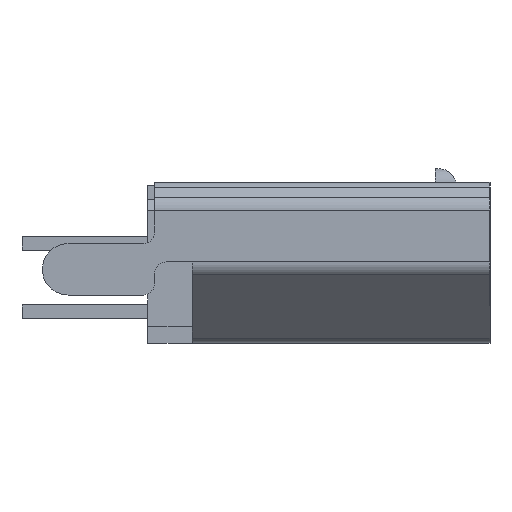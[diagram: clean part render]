
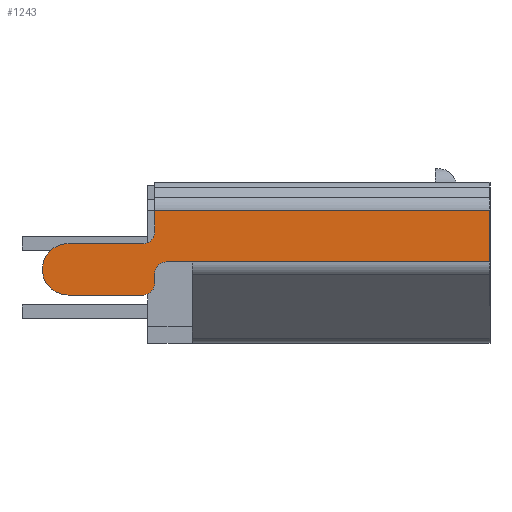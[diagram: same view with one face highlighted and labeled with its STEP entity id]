
A CAD part, left-side view. The second image highlights one B-rep face of the part: STEP entity #1243.
In plain terms, the highlighted planar face has unit normal (-1, 0, 0).
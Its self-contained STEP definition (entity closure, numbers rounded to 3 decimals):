
#260 = DIRECTION ( 'NONE',  ( 0., 0., -1. ) ) ;
#525 = EDGE_CURVE ( 'NONE', #13572, #5425, #8681, .T. ) ;
#535 = VERTEX_POINT ( 'NONE', #10512 ) ;
#553 = DIRECTION ( 'NONE',  ( 0., -1., 0. ) ) ;
#665 = DIRECTION ( 'NONE',  ( 0., -1., 0. ) ) ;
#790 = CARTESIAN_POINT ( 'NONE',  ( -3.7, 0.9, 0.038 ) ) ;
#872 = VERTEX_POINT ( 'NONE', #2982 ) ;
#1224 = ORIENTED_EDGE ( 'NONE', *, *, #14445, .F. ) ;
#1243 = ADVANCED_FACE ( 'NONE', ( #11394 ), #1658, .T. ) ;
#1332 = CIRCLE ( 'NONE', #4649, 0.166 ) ;
#1529 = CARTESIAN_POINT ( 'NONE',  ( -3.7, 1.45, -0.07 ) ) ;
#1658 = PLANE ( 'NONE',  #4919 ) ;
#1844 = DIRECTION ( 'NONE',  ( 0., 1., 0. ) ) ;
#2275 = VERTEX_POINT ( 'NONE', #9813 ) ;
#2308 = DIRECTION ( 'NONE',  ( 0., 0., -1. ) ) ;
#2330 = DIRECTION ( 'NONE',  ( 1., 0., 0. ) ) ;
#2628 = VECTOR ( 'NONE', #553, 1000. ) ;
#2700 = VECTOR ( 'NONE', #1844, 1000. ) ;
#2971 = DIRECTION ( 'NONE',  ( -1., 0., 0. ) ) ;
#2982 = CARTESIAN_POINT ( 'NONE',  ( -3.7, 1.616, 0.305 ) ) ;
#3242 = EDGE_CURVE ( 'NONE', #4003, #2275, #13347, .T. ) ;
#3349 = CARTESIAN_POINT ( 'NONE',  ( -3.7, 2.715, -0.445 ) ) ;
#3671 = EDGE_CURVE ( 'NONE', #4778, #9791, #9476, .T. ) ;
#3776 = LINE ( 'NONE', #9292, #14026 ) ;
#3793 = EDGE_CURVE ( 'NONE', #14428, #11760, #15149, .T. ) ;
#3957 = CARTESIAN_POINT ( 'NONE',  ( -3.7, -3.45, -0.07 ) ) ;
#4003 = VERTEX_POINT ( 'NONE', #790 ) ;
#4219 = ORIENTED_EDGE ( 'NONE', *, *, #525, .F. ) ;
#4418 = CARTESIAN_POINT ( 'NONE',  ( -3.7, 1.45, 0.792 ) ) ;
#4524 = VECTOR ( 'NONE', #4842, 1000. ) ;
#4649 = AXIS2_PLACEMENT_3D ( 'NONE', #11233, #11130, #6536 ) ;
#4740 = ORIENTED_EDGE ( 'NONE', *, *, #13210, .T. ) ;
#4776 = VECTOR ( 'NONE', #10295, 1000. ) ;
#4778 = VERTEX_POINT ( 'NONE', #14113 ) ;
#4815 = VERTEX_POINT ( 'NONE', #8384 ) ;
#4842 = DIRECTION ( 'NONE',  ( 0., 0., -1. ) ) ;
#4919 = AXIS2_PLACEMENT_3D ( 'NONE', #11127, #2971, #8828 ) ;
#5068 = DIRECTION ( 'NONE',  ( -1., 0., 0. ) ) ;
#5425 = VERTEX_POINT ( 'NONE', #5799 ) ;
#5547 = EDGE_CURVE ( 'NONE', #14428, #5425, #9232, .T. ) ;
#5662 = EDGE_CURVE ( 'NONE', #8466, #872, #10704, .T. ) ;
#5799 = CARTESIAN_POINT ( 'NONE',  ( -3.7, 1.45, -0.279 ) ) ;
#5862 = ORIENTED_EDGE ( 'NONE', *, *, #9346, .F. ) ;
#5890 = DIRECTION ( 'NONE',  ( 0., -1., 0. ) ) ;
#5960 = CARTESIAN_POINT ( 'NONE',  ( -3.7, 1.45, 0.471 ) ) ;
#6010 = CARTESIAN_POINT ( 'NONE',  ( -3.7, 1.45, 0.305 ) ) ;
#6365 = VECTOR ( 'NONE', #260, 1000. ) ;
#6536 = DIRECTION ( 'NONE',  ( 0., 0., 1. ) ) ;
#6673 = ORIENTED_EDGE ( 'NONE', *, *, #5662, .F. ) ;
#7018 = DIRECTION ( 'NONE',  ( 0., 0., 1. ) ) ;
#7064 = CIRCLE ( 'NONE', #14126, 0.166 ) ;
#7537 = EDGE_CURVE ( 'NONE', #4778, #4815, #10983, .T. ) ;
#7884 = ORIENTED_EDGE ( 'NONE', *, *, #3242, .T. ) ;
#8123 = DIRECTION ( 'NONE',  ( 0., -1., 0. ) ) ;
#8221 = EDGE_CURVE ( 'NONE', #11760, #8466, #14833, .T. ) ;
#8248 = CARTESIAN_POINT ( 'NONE',  ( -3.7, 1.616, -0.279 ) ) ;
#8299 = CARTESIAN_POINT ( 'NONE',  ( -3.7, 2.715, 0.305 ) ) ;
#8338 = ORIENTED_EDGE ( 'NONE', *, *, #8221, .F. ) ;
#8384 = CARTESIAN_POINT ( 'NONE',  ( -3.7, -3.45, 0.792 ) ) ;
#8466 = VERTEX_POINT ( 'NONE', #8299 ) ;
#8603 = DIRECTION ( 'NONE',  ( 0., 0., 1. ) ) ;
#8681 = LINE ( 'NONE', #6010, #12894 ) ;
#8821 = CARTESIAN_POINT ( 'NONE',  ( -3.7, 1.45, 0.038 ) ) ;
#8828 = DIRECTION ( 'NONE',  ( 0., 0., 1. ) ) ;
#8852 = CARTESIAN_POINT ( 'NONE',  ( -3.7, 2.715, 0.305 ) ) ;
#9232 = CIRCLE ( 'NONE', #14711, 0.166 ) ;
#9292 = CARTESIAN_POINT ( 'NONE',  ( -3.7, 1.45, 0.038 ) ) ;
#9346 = EDGE_CURVE ( 'NONE', #535, #13572, #1332, .T. ) ;
#9446 = AXIS2_PLACEMENT_3D ( 'NONE', #15168, #2330, #5890 ) ;
#9476 = LINE ( 'NONE', #1529, #6365 ) ;
#9587 = ORIENTED_EDGE ( 'NONE', *, *, #3793, .F. ) ;
#9791 = VERTEX_POINT ( 'NONE', #5960 ) ;
#9798 = EDGE_LOOP ( 'NONE', ( #9587, #10205, #4219, #5862, #4740, #7884, #1224, #11941, #12252, #13324, #6673, #8338 ) ) ;
#9813 = CARTESIAN_POINT ( 'NONE',  ( -3.7, -3.45, 0.038 ) ) ;
#10205 = ORIENTED_EDGE ( 'NONE', *, *, #5547, .T. ) ;
#10295 = DIRECTION ( 'NONE',  ( 0., -1., 0. ) ) ;
#10512 = CARTESIAN_POINT ( 'NONE',  ( -3.7, 1.284, 0.038 ) ) ;
#10704 = LINE ( 'NONE', #8852, #2628 ) ;
#10972 = CARTESIAN_POINT ( 'NONE',  ( -3.7, 1.45, -0.129 ) ) ;
#10983 = LINE ( 'NONE', #4418, #4776 ) ;
#11053 = CARTESIAN_POINT ( 'NONE',  ( -3.7, 1.45, -0.445 ) ) ;
#11127 = CARTESIAN_POINT ( 'NONE',  ( -3.7, 1.45, -0.07 ) ) ;
#11130 = DIRECTION ( 'NONE',  ( -1., 0., 0. ) ) ;
#11233 = CARTESIAN_POINT ( 'NONE',  ( -3.7, 1.284, -0.129 ) ) ;
#11394 = FACE_OUTER_BOUND ( 'NONE', #9798, .T. ) ;
#11760 = VERTEX_POINT ( 'NONE', #3349 ) ;
#11765 = DIRECTION ( 'NONE',  ( -1., 0., 0. ) ) ;
#11941 = ORIENTED_EDGE ( 'NONE', *, *, #7537, .F. ) ;
#12100 = CARTESIAN_POINT ( 'NONE',  ( -3.7, 1.616, -0.445 ) ) ;
#12252 = ORIENTED_EDGE ( 'NONE', *, *, #3671, .T. ) ;
#12894 = VECTOR ( 'NONE', #2308, 1000. ) ;
#13210 = EDGE_CURVE ( 'NONE', #535, #4003, #3776, .T. ) ;
#13324 = ORIENTED_EDGE ( 'NONE', *, *, #13771, .F. ) ;
#13347 = LINE ( 'NONE', #8821, #14991 ) ;
#13572 = VERTEX_POINT ( 'NONE', #10972 ) ;
#13771 = EDGE_CURVE ( 'NONE', #872, #9791, #7064, .T. ) ;
#13868 = LINE ( 'NONE', #3957, #4524 ) ;
#14011 = CARTESIAN_POINT ( 'NONE',  ( -3.7, 1.616, 0.471 ) ) ;
#14026 = VECTOR ( 'NONE', #8123, 1000. ) ;
#14113 = CARTESIAN_POINT ( 'NONE',  ( -3.7, 1.45, 0.792 ) ) ;
#14126 = AXIS2_PLACEMENT_3D ( 'NONE', #14011, #11765, #7018 ) ;
#14428 = VERTEX_POINT ( 'NONE', #12100 ) ;
#14445 = EDGE_CURVE ( 'NONE', #4815, #2275, #13868, .T. ) ;
#14711 = AXIS2_PLACEMENT_3D ( 'NONE', #8248, #5068, #8603 ) ;
#14833 = CIRCLE ( 'NONE', #9446, 0.375 ) ;
#14991 = VECTOR ( 'NONE', #665, 1000. ) ;
#15149 = LINE ( 'NONE', #11053, #2700 ) ;
#15168 = CARTESIAN_POINT ( 'NONE',  ( -3.7, 2.715, -0.07 ) ) ;
